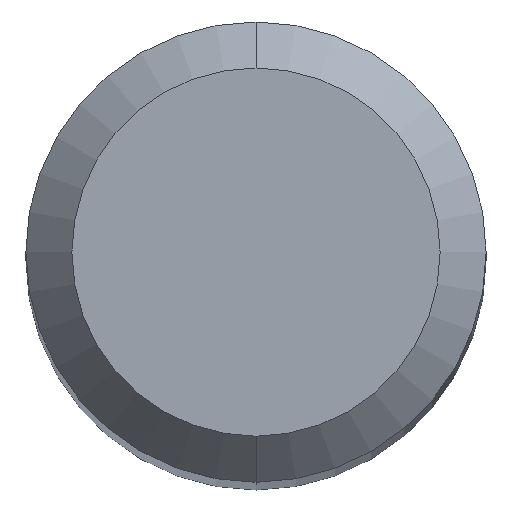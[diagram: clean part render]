
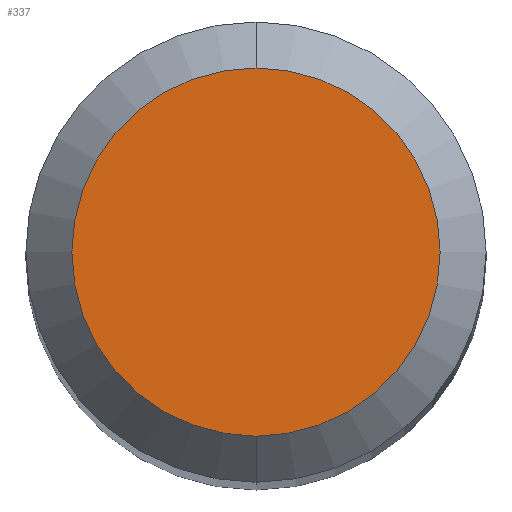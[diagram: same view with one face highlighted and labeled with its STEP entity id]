
A CAD part, top view. The second image highlights one B-rep face of the part: STEP entity #337.
In plain terms, the highlighted planar face has unit normal (0, 0, 1).
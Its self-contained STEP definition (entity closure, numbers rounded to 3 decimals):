
#185=EDGE_CURVE('',#317,#191,#493,.T.);
#191=VERTEX_POINT('',#501);
#311=EDGE_CURVE('',#191,#317,#638,.T.);
#317=VERTEX_POINT('',#644);
#337=ADVANCED_FACE('',(#665),#666,.T.);
#493=CIRCLE('',#828,1.2);
#501=CARTESIAN_POINT('',(0.,-1.2,0.0));
#638=CIRCLE('',#1064,1.2);
#644=CARTESIAN_POINT('',(0.0,1.2,0.0));
#665=FACE_OUTER_BOUND('',#1116,.T.);
#666=PLANE('',#1117);
#828=AXIS2_PLACEMENT_3D('',#1459,#1460,#1461);
#1064=AXIS2_PLACEMENT_3D('',#1675,#1676,#1677);
#1116=EDGE_LOOP('',(#1697,#1698));
#1117=AXIS2_PLACEMENT_3D('',#1699,#1700,#1701);
#1459=CARTESIAN_POINT('',(0.0,0.0,0.0));
#1460=DIRECTION('',(0.0,0.0,-1.0));
#1461=DIRECTION('',(0.0,1.0,0.0));
#1675=CARTESIAN_POINT('',(0.0,0.0,0.0));
#1676=DIRECTION('',(0.0,0.0,-1.0));
#1677=DIRECTION('',(0.0,1.0,0.0));
#1697=ORIENTED_EDGE('',*,*,#185,.F.);
#1698=ORIENTED_EDGE('',*,*,#311,.F.);
#1699=CARTESIAN_POINT('',(0.0,0.6,0.0));
#1700=DIRECTION('',(-0.0,0.0,1.0));
#1701=DIRECTION('',(0.0,-1.0,0.0));
